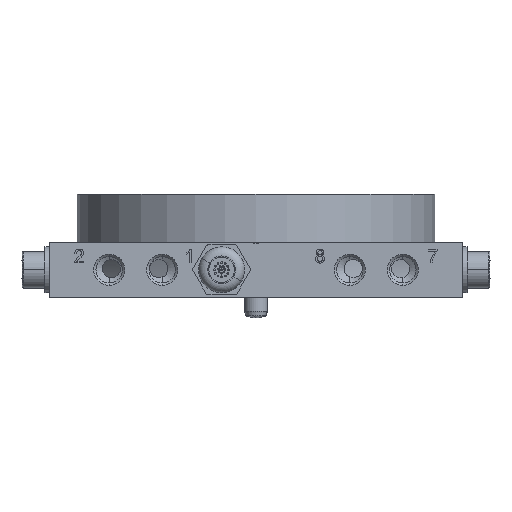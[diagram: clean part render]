
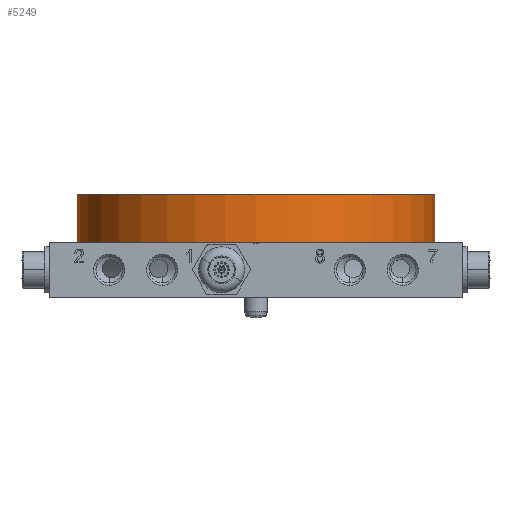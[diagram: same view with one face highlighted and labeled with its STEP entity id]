
A CAD part, front view. The second image highlights one B-rep face of the part: STEP entity #5249.
In plain terms, the highlighted cylindrical face has radius 78 mm (diameter 156 mm), a partial arc.
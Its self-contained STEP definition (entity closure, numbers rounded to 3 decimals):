
#3721 = DIRECTION ( 'NONE',  ( 0., 0., 1. ) ) ;
#4182 = CYLINDRICAL_SURFACE ( 'NONE', #34428, 78. ) ;
#4580 = EDGE_CURVE ( 'NONE', #35072, #13856, #11654, .T. ) ;
#5246 = DIRECTION ( 'NONE',  ( 0., 0., 1. ) ) ;
#5249 = ADVANCED_FACE ( 'NONE', ( #14252 ), #4182, .T. ) ;
#6655 = CARTESIAN_POINT ( 'NONE',  ( 78., 0., 73.835 ) ) ;
#7032 = DIRECTION ( 'NONE',  ( -1., 0., 0. ) ) ;
#7174 = CARTESIAN_POINT ( 'NONE',  ( 0., 0., 45. ) ) ;
#8374 = CARTESIAN_POINT ( 'NONE',  ( -78., 0., 22. ) ) ;
#8686 = ORIENTED_EDGE ( 'NONE', *, *, #9923, .T. ) ;
#9923 = EDGE_CURVE ( 'NONE', #12721, #35072, #36441, .T. ) ;
#10556 = DIRECTION ( 'NONE',  ( -1., 0., 0. ) ) ;
#11654 = LINE ( 'NONE', #6655, #36649 ) ;
#12427 = CARTESIAN_POINT ( 'NONE',  ( -78., 0., 73.835 ) ) ;
#12721 = VERTEX_POINT ( 'NONE', #8374 ) ;
#13194 = ORIENTED_EDGE ( 'NONE', *, *, #35060, .F. ) ;
#13856 = VERTEX_POINT ( 'NONE', #41014 ) ;
#14252 = FACE_OUTER_BOUND ( 'NONE', #17233, .T. ) ;
#14256 = LINE ( 'NONE', #12427, #41370 ) ;
#17233 = EDGE_LOOP ( 'NONE', ( #8686, #21278, #13194, #32028 ) ) ;
#18306 = CARTESIAN_POINT ( 'NONE',  ( 0., 0., 73.835 ) ) ;
#20345 = VERTEX_POINT ( 'NONE', #29188 ) ;
#21278 = ORIENTED_EDGE ( 'NONE', *, *, #4580, .T. ) ;
#22159 = DIRECTION ( 'NONE',  ( -1., 0., 0. ) ) ;
#22995 = DIRECTION ( 'NONE',  ( 0., 0., 1. ) ) ;
#24074 = CARTESIAN_POINT ( 'NONE',  ( 78., 0., 22. ) ) ;
#29188 = CARTESIAN_POINT ( 'NONE',  ( -78., 0., 45. ) ) ;
#29952 = AXIS2_PLACEMENT_3D ( 'NONE', #7174, #30897, #10556 ) ;
#30897 = DIRECTION ( 'NONE',  ( 0., 0., 1. ) ) ;
#31166 = EDGE_CURVE ( 'NONE', #12721, #20345, #14256, .T. ) ;
#32028 = ORIENTED_EDGE ( 'NONE', *, *, #31166, .F. ) ;
#33158 = CIRCLE ( 'NONE', #29952, 78. ) ;
#34428 = AXIS2_PLACEMENT_3D ( 'NONE', #18306, #22995, #7032 ) ;
#35060 = EDGE_CURVE ( 'NONE', #20345, #13856, #33158, .T. ) ;
#35072 = VERTEX_POINT ( 'NONE', #24074 ) ;
#35814 = CARTESIAN_POINT ( 'NONE',  ( 0., 0., 22. ) ) ;
#36441 = CIRCLE ( 'NONE', #40641, 78. ) ;
#36649 = VECTOR ( 'NONE', #3721, 1000. ) ;
#39573 = DIRECTION ( 'NONE',  ( 0., 0., 1. ) ) ;
#40641 = AXIS2_PLACEMENT_3D ( 'NONE', #35814, #5246, #22159 ) ;
#41014 = CARTESIAN_POINT ( 'NONE',  ( 78., 0., 45. ) ) ;
#41370 = VECTOR ( 'NONE', #39573, 1000. ) ;
